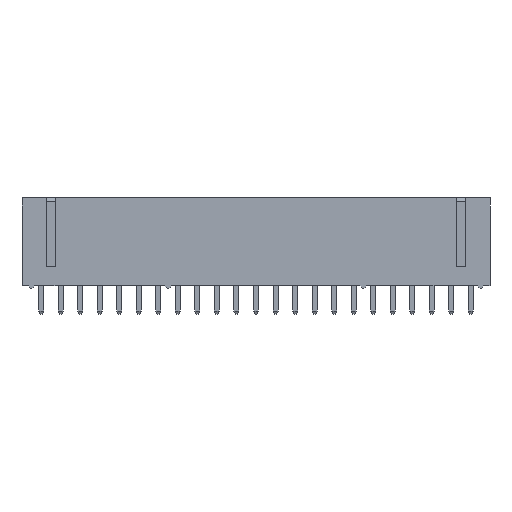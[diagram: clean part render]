
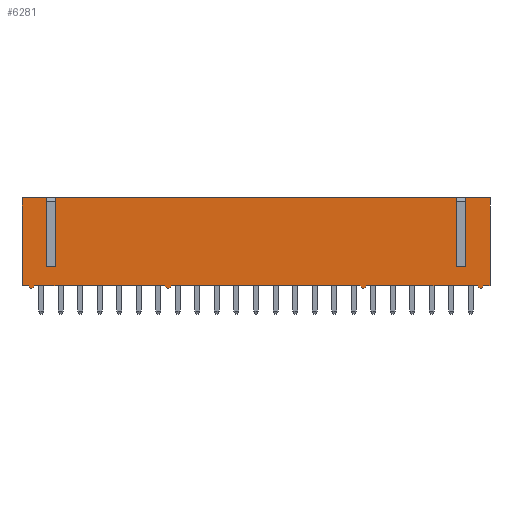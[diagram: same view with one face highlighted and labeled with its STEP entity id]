
A CAD part, front view. The second image highlights one B-rep face of the part: STEP entity #6281.
In plain terms, the highlighted planar face has unit normal (0, -1, 0).
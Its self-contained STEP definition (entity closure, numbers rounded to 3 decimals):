
#9=DIRECTION('',(1.,0.,0.));
#10=VECTOR('',#9,3.135);
#11=CARTESIAN_POINT('',(-30.44,-2.55,0.));
#12=LINE('',#11,#10);
#73=DIRECTION('',(1.,0.,0.));
#74=VECTOR('',#73,3.135);
#75=CARTESIAN_POINT('',(27.305,-2.55,0.));
#76=LINE('',#75,#74);
#121=DIRECTION('',(1.,0.,0.));
#122=VECTOR('',#121,52.07);
#123=CARTESIAN_POINT('',(-26.035,-2.55,0.));
#124=LINE('',#123,#122);
#233=DIRECTION('',(-0.707,0.,-0.707));
#234=VECTOR('',#233,0.537);
#235=CARTESIAN_POINT('',(-28.765,-2.55,-11.43));
#236=LINE('',#235,#234);
#237=DIRECTION('',(-1.,0.,0.));
#238=VECTOR('',#237,0.13);
#239=CARTESIAN_POINT('',(-29.145,-2.55,-11.81));
#240=LINE('',#239,#238);
#241=DIRECTION('',(-0.707,0.,0.707));
#242=VECTOR('',#241,0.537);
#243=CARTESIAN_POINT('',(-29.275,-2.55,-11.81));
#244=LINE('',#243,#242);
#245=DIRECTION('',(0.,0.,-1.));
#246=VECTOR('',#245,11.43);
#247=CARTESIAN_POINT('',(-30.44,-2.55,0.));
#248=LINE('',#247,#246);
#249=DIRECTION('',(0.,0.,-1.));
#250=VECTOR('',#249,8.89);
#251=CARTESIAN_POINT('',(-27.305,-2.55,0.));
#252=LINE('',#251,#250);
#253=DIRECTION('',(1.,0.,0.));
#254=VECTOR('',#253,1.27);
#255=CARTESIAN_POINT('',(-27.305,-2.55,-8.89));
#256=LINE('',#255,#254);
#257=DIRECTION('',(0.,0.,-1.));
#258=VECTOR('',#257,8.89);
#259=CARTESIAN_POINT('',(-26.035,-2.55,0.));
#260=LINE('',#259,#258);
#261=DIRECTION('',(0.,0.,-1.));
#262=VECTOR('',#261,8.89);
#263=CARTESIAN_POINT('',(26.035,-2.55,0.));
#264=LINE('',#263,#262);
#265=DIRECTION('',(1.,0.,0.));
#266=VECTOR('',#265,1.27);
#267=CARTESIAN_POINT('',(26.035,-2.55,-8.89));
#268=LINE('',#267,#266);
#269=DIRECTION('',(0.,0.,-1.));
#270=VECTOR('',#269,8.89);
#271=CARTESIAN_POINT('',(27.305,-2.55,0.));
#272=LINE('',#271,#270);
#273=DIRECTION('',(-0.707,0.,-0.707));
#274=VECTOR('',#273,0.537);
#275=CARTESIAN_POINT('',(29.655,-2.55,-11.43));
#276=LINE('',#275,#274);
#277=DIRECTION('',(-1.,0.,0.));
#278=VECTOR('',#277,0.13);
#279=CARTESIAN_POINT('',(29.275,-2.55,-11.81));
#280=LINE('',#279,#278);
#281=DIRECTION('',(-0.707,0.,0.707));
#282=VECTOR('',#281,0.537);
#283=CARTESIAN_POINT('',(29.145,-2.55,-11.81));
#284=LINE('',#283,#282);
#285=DIRECTION('',(-0.707,0.,-0.707));
#286=VECTOR('',#285,0.537);
#287=CARTESIAN_POINT('',(14.415,-2.55,-11.43));
#288=LINE('',#287,#286);
#289=DIRECTION('',(-1.,0.,0.));
#290=VECTOR('',#289,0.13);
#291=CARTESIAN_POINT('',(14.035,-2.55,-11.81));
#292=LINE('',#291,#290);
#293=DIRECTION('',(-0.707,0.,0.707));
#294=VECTOR('',#293,0.537);
#295=CARTESIAN_POINT('',(13.905,-2.55,-11.81));
#296=LINE('',#295,#294);
#297=DIRECTION('',(-0.707,0.,-0.707));
#298=VECTOR('',#297,0.537);
#299=CARTESIAN_POINT('',(-10.985,-2.55,-11.43));
#300=LINE('',#299,#298);
#301=DIRECTION('',(-1.,0.,0.));
#302=VECTOR('',#301,0.13);
#303=CARTESIAN_POINT('',(-11.365,-2.55,-11.81));
#304=LINE('',#303,#302);
#305=DIRECTION('',(-0.707,0.,0.707));
#306=VECTOR('',#305,0.537);
#307=CARTESIAN_POINT('',(-11.495,-2.55,-11.81));
#308=LINE('',#307,#306);
#313=DIRECTION('',(1.,0.,0.));
#314=VECTOR('',#313,0.785);
#315=CARTESIAN_POINT('',(29.655,-2.55,-11.43));
#316=LINE('',#315,#314);
#345=DIRECTION('',(1.,0.,0.));
#346=VECTOR('',#345,14.35);
#347=CARTESIAN_POINT('',(14.415,-2.55,-11.43));
#348=LINE('',#347,#346);
#361=DIRECTION('',(1.,0.,0.));
#362=VECTOR('',#361,24.51);
#363=CARTESIAN_POINT('',(-10.985,-2.55,-11.43));
#364=LINE('',#363,#362);
#377=DIRECTION('',(1.,0.,0.));
#378=VECTOR('',#377,16.89);
#379=CARTESIAN_POINT('',(-28.765,-2.55,-11.43));
#380=LINE('',#379,#378);
#417=DIRECTION('',(1.,0.,0.));
#418=VECTOR('',#417,0.785);
#419=CARTESIAN_POINT('',(-30.44,-2.55,-11.43));
#420=LINE('',#419,#418);
#937=DIRECTION('',(0.,0.,-1.));
#938=VECTOR('',#937,11.43);
#939=CARTESIAN_POINT('',(30.44,-2.55,0.));
#940=LINE('',#939,#938);
#4522=CARTESIAN_POINT('',(-30.44,-2.55,0.));
#4524=VERTEX_POINT('',#4522);
#4530=CARTESIAN_POINT('',(-30.44,-2.55,-11.43));
#4532=VERTEX_POINT('',#4530);
#4545=CARTESIAN_POINT('',(30.44,-2.55,0.));
#4547=VERTEX_POINT('',#4545);
#4561=CARTESIAN_POINT('',(30.44,-2.55,-11.43));
#4563=VERTEX_POINT('',#4561);
#4609=CARTESIAN_POINT('',(-27.305,-2.55,-8.89));
#4610=CARTESIAN_POINT('',(-26.035,-2.55,-8.89));
#4611=VERTEX_POINT('',#4609);
#4612=VERTEX_POINT('',#4610);
#4613=CARTESIAN_POINT('',(26.035,-2.55,-8.89));
#4614=CARTESIAN_POINT('',(27.305,-2.55,-8.89));
#4615=VERTEX_POINT('',#4613);
#4616=VERTEX_POINT('',#4614);
#4617=CARTESIAN_POINT('',(-27.305,-2.55,0.));
#4618=VERTEX_POINT('',#4617);
#4619=CARTESIAN_POINT('',(-26.035,-2.55,0.));
#4620=VERTEX_POINT('',#4619);
#4621=CARTESIAN_POINT('',(26.035,-2.55,0.));
#4622=VERTEX_POINT('',#4621);
#4623=CARTESIAN_POINT('',(27.305,-2.55,0.));
#4624=VERTEX_POINT('',#4623);
#4721=CARTESIAN_POINT('',(29.275,-2.55,-11.81));
#4722=CARTESIAN_POINT('',(29.145,-2.55,-11.81));
#4723=VERTEX_POINT('',#4721);
#4724=VERTEX_POINT('',#4722);
#4725=CARTESIAN_POINT('',(29.655,-2.55,-11.43));
#4727=VERTEX_POINT('',#4725);
#4729=CARTESIAN_POINT('',(28.765,-2.55,-11.43));
#4731=VERTEX_POINT('',#4729);
#4737=CARTESIAN_POINT('',(14.035,-2.55,-11.81));
#4738=CARTESIAN_POINT('',(13.905,-2.55,-11.81));
#4739=VERTEX_POINT('',#4737);
#4740=VERTEX_POINT('',#4738);
#4745=CARTESIAN_POINT('',(14.415,-2.55,-11.43));
#4746=VERTEX_POINT('',#4745);
#4747=CARTESIAN_POINT('',(13.525,-2.55,-11.43));
#4748=VERTEX_POINT('',#4747);
#4753=CARTESIAN_POINT('',(-11.365,-2.55,-11.81));
#4754=CARTESIAN_POINT('',(-11.495,-2.55,-11.81));
#4755=VERTEX_POINT('',#4753);
#4756=VERTEX_POINT('',#4754);
#4761=CARTESIAN_POINT('',(-10.985,-2.55,-11.43));
#4762=VERTEX_POINT('',#4761);
#4763=CARTESIAN_POINT('',(-11.875,-2.55,-11.43));
#4764=VERTEX_POINT('',#4763);
#4769=CARTESIAN_POINT('',(-29.145,-2.55,-11.81));
#4770=CARTESIAN_POINT('',(-29.275,-2.55,-11.81));
#4771=VERTEX_POINT('',#4769);
#4772=VERTEX_POINT('',#4770);
#4777=CARTESIAN_POINT('',(-28.765,-2.55,-11.43));
#4778=VERTEX_POINT('',#4777);
#4779=CARTESIAN_POINT('',(-29.655,-2.55,-11.43));
#4780=VERTEX_POINT('',#4779);
#6223=CARTESIAN_POINT('',(-30.44,-2.55,0.));
#6224=DIRECTION('',(0.,-1.,0.));
#6225=DIRECTION('',(1.,0.,0.));
#6226=AXIS2_PLACEMENT_3D('',#6223,#6224,#6225);
#6227=PLANE('',#6226);
#6229=ORIENTED_EDGE('',*,*,#6228,.F.);
#6231=ORIENTED_EDGE('',*,*,#6230,.T.);
#6233=ORIENTED_EDGE('',*,*,#6232,.T.);
#6235=ORIENTED_EDGE('',*,*,#6234,.T.);
#6237=ORIENTED_EDGE('',*,*,#6236,.F.);
#6239=ORIENTED_EDGE('',*,*,#6238,.F.);
#6240=ORIENTED_EDGE('',*,*,#5906,.T.);
#6241=ORIENTED_EDGE('',*,*,#6002,.T.);
#6243=ORIENTED_EDGE('',*,*,#6242,.T.);
#6245=ORIENTED_EDGE('',*,*,#6244,.F.);
#6246=ORIENTED_EDGE('',*,*,#5970,.T.);
#6248=ORIENTED_EDGE('',*,*,#6247,.T.);
#6250=ORIENTED_EDGE('',*,*,#6249,.T.);
#6251=ORIENTED_EDGE('',*,*,#6214,.F.);
#6252=ORIENTED_EDGE('',*,*,#5938,.T.);
#6254=ORIENTED_EDGE('',*,*,#6253,.T.);
#6256=ORIENTED_EDGE('',*,*,#6255,.F.);
#6258=ORIENTED_EDGE('',*,*,#6257,.T.);
#6260=ORIENTED_EDGE('',*,*,#6259,.T.);
#6262=ORIENTED_EDGE('',*,*,#6261,.T.);
#6264=ORIENTED_EDGE('',*,*,#6263,.F.);
#6266=ORIENTED_EDGE('',*,*,#6265,.T.);
#6268=ORIENTED_EDGE('',*,*,#6267,.T.);
#6270=ORIENTED_EDGE('',*,*,#6269,.T.);
#6272=ORIENTED_EDGE('',*,*,#6271,.F.);
#6274=ORIENTED_EDGE('',*,*,#6273,.T.);
#6276=ORIENTED_EDGE('',*,*,#6275,.T.);
#6278=ORIENTED_EDGE('',*,*,#6277,.T.);
#6279=EDGE_LOOP('',(#6229,#6231,#6233,#6235,#6237,#6239,#6240,#6241,#6243,#6245,
#6246,#6248,#6250,#6251,#6252,#6254,#6256,#6258,#6260,#6262,#6264,#6266,#6268,
#6270,#6272,#6274,#6276,#6278));
#6280=FACE_OUTER_BOUND('',#6279,.F.);
#6281=ADVANCED_FACE('',(#6280),#6227,.T.);
#5906=EDGE_CURVE('',#4524,#4618,#12,.T.);
#5938=EDGE_CURVE('',#4624,#4547,#76,.T.);
#5970=EDGE_CURVE('',#4620,#4622,#124,.T.);
#6002=EDGE_CURVE('',#4618,#4611,#252,.T.);
#6214=EDGE_CURVE('',#4624,#4616,#272,.T.);
#6228=EDGE_CURVE('',#4778,#4764,#380,.T.);
#6230=EDGE_CURVE('',#4778,#4771,#236,.T.);
#6232=EDGE_CURVE('',#4771,#4772,#240,.T.);
#6234=EDGE_CURVE('',#4772,#4780,#244,.T.);
#6236=EDGE_CURVE('',#4532,#4780,#420,.T.);
#6238=EDGE_CURVE('',#4524,#4532,#248,.T.);
#6242=EDGE_CURVE('',#4611,#4612,#256,.T.);
#6244=EDGE_CURVE('',#4620,#4612,#260,.T.);
#6247=EDGE_CURVE('',#4622,#4615,#264,.T.);
#6249=EDGE_CURVE('',#4615,#4616,#268,.T.);
#6253=EDGE_CURVE('',#4547,#4563,#940,.T.);
#6255=EDGE_CURVE('',#4727,#4563,#316,.T.);
#6257=EDGE_CURVE('',#4727,#4723,#276,.T.);
#6259=EDGE_CURVE('',#4723,#4724,#280,.T.);
#6261=EDGE_CURVE('',#4724,#4731,#284,.T.);
#6263=EDGE_CURVE('',#4746,#4731,#348,.T.);
#6265=EDGE_CURVE('',#4746,#4739,#288,.T.);
#6267=EDGE_CURVE('',#4739,#4740,#292,.T.);
#6269=EDGE_CURVE('',#4740,#4748,#296,.T.);
#6271=EDGE_CURVE('',#4762,#4748,#364,.T.);
#6273=EDGE_CURVE('',#4762,#4755,#300,.T.);
#6275=EDGE_CURVE('',#4755,#4756,#304,.T.);
#6277=EDGE_CURVE('',#4756,#4764,#308,.T.);
